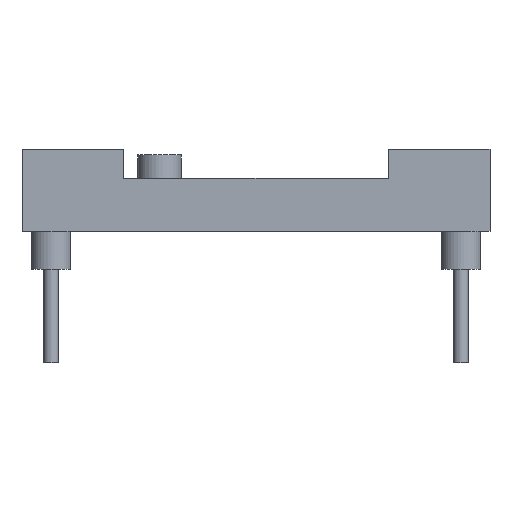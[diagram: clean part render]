
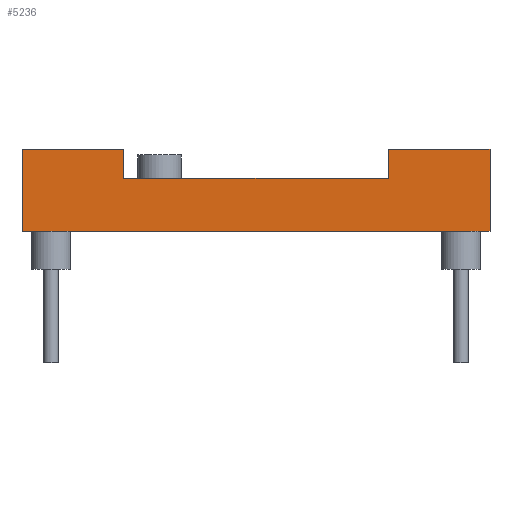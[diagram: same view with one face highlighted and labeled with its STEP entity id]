
A CAD part, front view. The second image highlights one B-rep face of the part: STEP entity #5236.
In plain terms, the highlighted planar face has unit normal (0, -1, 0).
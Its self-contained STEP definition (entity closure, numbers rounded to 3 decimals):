
#4657 = PLANE('',#4658);
#4658 = AXIS2_PLACEMENT_3D('',#4659,#4660,#4661);
#4659 = CARTESIAN_POINT('',(-6.25,-13.97,2.8));
#4660 = DIRECTION('',(0.,0.,1.));
#4661 = DIRECTION('',(1.,0.,-0.));
#4687 = EDGE_CURVE('',#4688,#4690,#4692,.T.);
#4688 = VERTEX_POINT('',#4689);
#4689 = CARTESIAN_POINT('',(4.51,-15.24,2.8));
#4690 = VERTEX_POINT('',#4691);
#4691 = CARTESIAN_POINT('',(7.99,-15.24,2.8));
#4692 = SURFACE_CURVE('',#4693,(#4697,#4704),.PCURVE_S1.);
#4693 = LINE('',#4694,#4695);
#4694 = CARTESIAN_POINT('',(4.51,-15.24,2.8));
#4695 = VECTOR('',#4696,1.);
#4696 = DIRECTION('',(1.,0.,0.));
#4697 = PCURVE('',#4657,#4698);
#4698 = DEFINITIONAL_REPRESENTATION('',(#4699),#4703);
#4699 = LINE('',#4700,#4701);
#4700 = CARTESIAN_POINT('',(10.76,-1.27));
#4701 = VECTOR('',#4702,1.);
#4702 = DIRECTION('',(1.,0.));
#4703 = ( GEOMETRIC_REPRESENTATION_CONTEXT(2) 
PARAMETRIC_REPRESENTATION_CONTEXT() REPRESENTATION_CONTEXT('2D SPACE',''
  ) );
#4704 = PCURVE('',#4705,#4710);
#4705 = PLANE('',#4706);
#4706 = AXIS2_PLACEMENT_3D('',#4707,#4708,#4709);
#4707 = CARTESIAN_POINT('',(4.51,-15.24,0.));
#4708 = DIRECTION('',(0.,1.,0.));
#4709 = DIRECTION('',(1.,0.,0.));
#4710 = DEFINITIONAL_REPRESENTATION('',(#4711),#4715);
#4711 = LINE('',#4712,#4713);
#4712 = CARTESIAN_POINT('',(0.,-2.8));
#4713 = VECTOR('',#4714,1.);
#4714 = DIRECTION('',(1.,0.));
#4715 = ( GEOMETRIC_REPRESENTATION_CONTEXT(2) 
PARAMETRIC_REPRESENTATION_CONTEXT() REPRESENTATION_CONTEXT('2D SPACE',''
  ) );
#4733 = PLANE('',#4734);
#4734 = AXIS2_PLACEMENT_3D('',#4735,#4736,#4737);
#4735 = CARTESIAN_POINT('',(7.99,-15.24,0.));
#4736 = DIRECTION('',(-1.,0.,0.));
#4737 = DIRECTION('',(0.,1.,0.));
#4787 = PLANE('',#4788);
#4788 = AXIS2_PLACEMENT_3D('',#4789,#4790,#4791);
#4789 = CARTESIAN_POINT('',(4.51,-12.7,0.));
#4790 = DIRECTION('',(1.,0.,-0.));
#4791 = DIRECTION('',(0.,-1.,0.));
#5236 = ADVANCED_FACE('',(#5237),#4705,.F.);
#5237 = FACE_BOUND('',#5238,.F.);
#5238 = EDGE_LOOP('',(#5239,#5269,#5297,#5325,#5353,#5381,#5402,#5403));
#5239 = ORIENTED_EDGE('',*,*,#5240,.F.);
#5240 = EDGE_CURVE('',#5241,#5243,#5245,.T.);
#5241 = VERTEX_POINT('',#5242);
#5242 = CARTESIAN_POINT('',(-7.99,-15.24,0.));
#5243 = VERTEX_POINT('',#5244);
#5244 = CARTESIAN_POINT('',(7.99,-15.24,0.));
#5245 = SURFACE_CURVE('',#5246,(#5250,#5257),.PCURVE_S1.);
#5246 = LINE('',#5247,#5248);
#5247 = CARTESIAN_POINT('',(-7.99,-15.24,0.));
#5248 = VECTOR('',#5249,1.);
#5249 = DIRECTION('',(1.,0.,0.));
#5250 = PCURVE('',#4705,#5251);
#5251 = DEFINITIONAL_REPRESENTATION('',(#5252),#5256);
#5252 = LINE('',#5253,#5254);
#5253 = CARTESIAN_POINT('',(-12.5,0.));
#5254 = VECTOR('',#5255,1.);
#5255 = DIRECTION('',(1.,0.));
#5256 = ( GEOMETRIC_REPRESENTATION_CONTEXT(2) 
PARAMETRIC_REPRESENTATION_CONTEXT() REPRESENTATION_CONTEXT('2D SPACE',''
  ) );
#5257 = PCURVE('',#5258,#5263);
#5258 = PLANE('',#5259);
#5259 = AXIS2_PLACEMENT_3D('',#5260,#5261,#5262);
#5260 = CARTESIAN_POINT('',(-6.25,-13.97,0.));
#5261 = DIRECTION('',(0.,0.,1.));
#5262 = DIRECTION('',(1.,0.,-0.));
#5263 = DEFINITIONAL_REPRESENTATION('',(#5264),#5268);
#5264 = LINE('',#5265,#5266);
#5265 = CARTESIAN_POINT('',(-1.74,-1.27));
#5266 = VECTOR('',#5267,1.);
#5267 = DIRECTION('',(1.,0.));
#5268 = ( GEOMETRIC_REPRESENTATION_CONTEXT(2) 
PARAMETRIC_REPRESENTATION_CONTEXT() REPRESENTATION_CONTEXT('2D SPACE',''
  ) );
#5269 = ORIENTED_EDGE('',*,*,#5270,.T.);
#5270 = EDGE_CURVE('',#5241,#5271,#5273,.T.);
#5271 = VERTEX_POINT('',#5272);
#5272 = CARTESIAN_POINT('',(-7.99,-15.24,2.8));
#5273 = SURFACE_CURVE('',#5274,(#5278,#5285),.PCURVE_S1.);
#5274 = LINE('',#5275,#5276);
#5275 = CARTESIAN_POINT('',(-7.99,-15.24,0.));
#5276 = VECTOR('',#5277,1.);
#5277 = DIRECTION('',(0.,0.,1.));
#5278 = PCURVE('',#4705,#5279);
#5279 = DEFINITIONAL_REPRESENTATION('',(#5280),#5284);
#5280 = LINE('',#5281,#5282);
#5281 = CARTESIAN_POINT('',(-12.5,0.));
#5282 = VECTOR('',#5283,1.);
#5283 = DIRECTION('',(0.,-1.));
#5284 = ( GEOMETRIC_REPRESENTATION_CONTEXT(2) 
PARAMETRIC_REPRESENTATION_CONTEXT() REPRESENTATION_CONTEXT('2D SPACE',''
  ) );
#5285 = PCURVE('',#5286,#5291);
#5286 = PLANE('',#5287);
#5287 = AXIS2_PLACEMENT_3D('',#5288,#5289,#5290);
#5288 = CARTESIAN_POINT('',(-7.99,-12.7,0.));
#5289 = DIRECTION('',(1.,0.,-0.));
#5290 = DIRECTION('',(0.,-1.,0.));
#5291 = DEFINITIONAL_REPRESENTATION('',(#5292),#5296);
#5292 = LINE('',#5293,#5294);
#5293 = CARTESIAN_POINT('',(2.54,0.));
#5294 = VECTOR('',#5295,1.);
#5295 = DIRECTION('',(0.,-1.));
#5296 = ( GEOMETRIC_REPRESENTATION_CONTEXT(2) 
PARAMETRIC_REPRESENTATION_CONTEXT() REPRESENTATION_CONTEXT('2D SPACE',''
  ) );
#5297 = ORIENTED_EDGE('',*,*,#5298,.T.);
#5298 = EDGE_CURVE('',#5271,#5299,#5301,.T.);
#5299 = VERTEX_POINT('',#5300);
#5300 = CARTESIAN_POINT('',(-4.51,-15.24,2.8));
#5301 = SURFACE_CURVE('',#5302,(#5306,#5313),.PCURVE_S1.);
#5302 = LINE('',#5303,#5304);
#5303 = CARTESIAN_POINT('',(-7.99,-15.24,2.8));
#5304 = VECTOR('',#5305,1.);
#5305 = DIRECTION('',(1.,0.,0.));
#5306 = PCURVE('',#4705,#5307);
#5307 = DEFINITIONAL_REPRESENTATION('',(#5308),#5312);
#5308 = LINE('',#5309,#5310);
#5309 = CARTESIAN_POINT('',(-12.5,-2.8));
#5310 = VECTOR('',#5311,1.);
#5311 = DIRECTION('',(1.,0.));
#5312 = ( GEOMETRIC_REPRESENTATION_CONTEXT(2) 
PARAMETRIC_REPRESENTATION_CONTEXT() REPRESENTATION_CONTEXT('2D SPACE',''
  ) );
#5313 = PCURVE('',#5314,#5319);
#5314 = PLANE('',#5315);
#5315 = AXIS2_PLACEMENT_3D('',#5316,#5317,#5318);
#5316 = CARTESIAN_POINT('',(-6.25,-13.97,2.8));
#5317 = DIRECTION('',(0.,0.,1.));
#5318 = DIRECTION('',(1.,0.,-0.));
#5319 = DEFINITIONAL_REPRESENTATION('',(#5320),#5324);
#5320 = LINE('',#5321,#5322);
#5321 = CARTESIAN_POINT('',(-1.74,-1.27));
#5322 = VECTOR('',#5323,1.);
#5323 = DIRECTION('',(1.,0.));
#5324 = ( GEOMETRIC_REPRESENTATION_CONTEXT(2) 
PARAMETRIC_REPRESENTATION_CONTEXT() REPRESENTATION_CONTEXT('2D SPACE',''
  ) );
#5325 = ORIENTED_EDGE('',*,*,#5326,.F.);
#5326 = EDGE_CURVE('',#5327,#5299,#5329,.T.);
#5327 = VERTEX_POINT('',#5328);
#5328 = CARTESIAN_POINT('',(-4.51,-15.24,1.8));
#5329 = SURFACE_CURVE('',#5330,(#5334,#5341),.PCURVE_S1.);
#5330 = LINE('',#5331,#5332);
#5331 = CARTESIAN_POINT('',(-4.51,-15.24,0.));
#5332 = VECTOR('',#5333,1.);
#5333 = DIRECTION('',(0.,0.,1.));
#5334 = PCURVE('',#4705,#5335);
#5335 = DEFINITIONAL_REPRESENTATION('',(#5336),#5340);
#5336 = LINE('',#5337,#5338);
#5337 = CARTESIAN_POINT('',(-9.02,0.));
#5338 = VECTOR('',#5339,1.);
#5339 = DIRECTION('',(0.,-1.));
#5340 = ( GEOMETRIC_REPRESENTATION_CONTEXT(2) 
PARAMETRIC_REPRESENTATION_CONTEXT() REPRESENTATION_CONTEXT('2D SPACE',''
  ) );
#5341 = PCURVE('',#5342,#5347);
#5342 = PLANE('',#5343);
#5343 = AXIS2_PLACEMENT_3D('',#5344,#5345,#5346);
#5344 = CARTESIAN_POINT('',(-4.51,-15.24,0.));
#5345 = DIRECTION('',(-1.,0.,0.));
#5346 = DIRECTION('',(0.,1.,0.));
#5347 = DEFINITIONAL_REPRESENTATION('',(#5348),#5352);
#5348 = LINE('',#5349,#5350);
#5349 = CARTESIAN_POINT('',(0.,0.));
#5350 = VECTOR('',#5351,1.);
#5351 = DIRECTION('',(0.,-1.));
#5352 = ( GEOMETRIC_REPRESENTATION_CONTEXT(2) 
PARAMETRIC_REPRESENTATION_CONTEXT() REPRESENTATION_CONTEXT('2D SPACE',''
  ) );
#5353 = ORIENTED_EDGE('',*,*,#5354,.F.);
#5354 = EDGE_CURVE('',#5355,#5327,#5357,.T.);
#5355 = VERTEX_POINT('',#5356);
#5356 = CARTESIAN_POINT('',(4.51,-15.24,1.8));
#5357 = SURFACE_CURVE('',#5358,(#5362,#5369),.PCURVE_S1.);
#5358 = LINE('',#5359,#5360);
#5359 = CARTESIAN_POINT('',(5.5,-15.24,1.8));
#5360 = VECTOR('',#5361,1.);
#5361 = DIRECTION('',(-1.,-0.,0.));
#5362 = PCURVE('',#4705,#5363);
#5363 = DEFINITIONAL_REPRESENTATION('',(#5364),#5368);
#5364 = LINE('',#5365,#5366);
#5365 = CARTESIAN_POINT('',(0.99,-1.8));
#5366 = VECTOR('',#5367,1.);
#5367 = DIRECTION('',(-1.,-0.));
#5368 = ( GEOMETRIC_REPRESENTATION_CONTEXT(2) 
PARAMETRIC_REPRESENTATION_CONTEXT() REPRESENTATION_CONTEXT('2D SPACE',''
  ) );
#5369 = PCURVE('',#5370,#5375);
#5370 = PLANE('',#5371);
#5371 = AXIS2_PLACEMENT_3D('',#5372,#5373,#5374);
#5372 = CARTESIAN_POINT('',(0.,13.84,1.8));
#5373 = DIRECTION('',(-0.,-0.,-1.));
#5374 = DIRECTION('',(-1.,0.,0.));
#5375 = DEFINITIONAL_REPRESENTATION('',(#5376),#5380);
#5376 = LINE('',#5377,#5378);
#5377 = CARTESIAN_POINT('',(-5.5,-29.08));
#5378 = VECTOR('',#5379,1.);
#5379 = DIRECTION('',(1.,0.));
#5380 = ( GEOMETRIC_REPRESENTATION_CONTEXT(2) 
PARAMETRIC_REPRESENTATION_CONTEXT() REPRESENTATION_CONTEXT('2D SPACE',''
  ) );
#5381 = ORIENTED_EDGE('',*,*,#5382,.T.);
#5382 = EDGE_CURVE('',#5355,#4688,#5383,.T.);
#5383 = SURFACE_CURVE('',#5384,(#5388,#5395),.PCURVE_S1.);
#5384 = LINE('',#5385,#5386);
#5385 = CARTESIAN_POINT('',(4.51,-15.24,0.));
#5386 = VECTOR('',#5387,1.);
#5387 = DIRECTION('',(0.,0.,1.));
#5388 = PCURVE('',#4705,#5389);
#5389 = DEFINITIONAL_REPRESENTATION('',(#5390),#5394);
#5390 = LINE('',#5391,#5392);
#5391 = CARTESIAN_POINT('',(0.,0.));
#5392 = VECTOR('',#5393,1.);
#5393 = DIRECTION('',(0.,-1.));
#5394 = ( GEOMETRIC_REPRESENTATION_CONTEXT(2) 
PARAMETRIC_REPRESENTATION_CONTEXT() REPRESENTATION_CONTEXT('2D SPACE',''
  ) );
#5395 = PCURVE('',#4787,#5396);
#5396 = DEFINITIONAL_REPRESENTATION('',(#5397),#5401);
#5397 = LINE('',#5398,#5399);
#5398 = CARTESIAN_POINT('',(2.54,0.));
#5399 = VECTOR('',#5400,1.);
#5400 = DIRECTION('',(0.,-1.));
#5401 = ( GEOMETRIC_REPRESENTATION_CONTEXT(2) 
PARAMETRIC_REPRESENTATION_CONTEXT() REPRESENTATION_CONTEXT('2D SPACE',''
  ) );
#5402 = ORIENTED_EDGE('',*,*,#4687,.T.);
#5403 = ORIENTED_EDGE('',*,*,#5404,.F.);
#5404 = EDGE_CURVE('',#5243,#4690,#5405,.T.);
#5405 = SURFACE_CURVE('',#5406,(#5410,#5417),.PCURVE_S1.);
#5406 = LINE('',#5407,#5408);
#5407 = CARTESIAN_POINT('',(7.99,-15.24,0.));
#5408 = VECTOR('',#5409,1.);
#5409 = DIRECTION('',(0.,0.,1.));
#5410 = PCURVE('',#4705,#5411);
#5411 = DEFINITIONAL_REPRESENTATION('',(#5412),#5416);
#5412 = LINE('',#5413,#5414);
#5413 = CARTESIAN_POINT('',(3.48,0.));
#5414 = VECTOR('',#5415,1.);
#5415 = DIRECTION('',(0.,-1.));
#5416 = ( GEOMETRIC_REPRESENTATION_CONTEXT(2) 
PARAMETRIC_REPRESENTATION_CONTEXT() REPRESENTATION_CONTEXT('2D SPACE',''
  ) );
#5417 = PCURVE('',#4733,#5418);
#5418 = DEFINITIONAL_REPRESENTATION('',(#5419),#5423);
#5419 = LINE('',#5420,#5421);
#5420 = CARTESIAN_POINT('',(0.,0.));
#5421 = VECTOR('',#5422,1.);
#5422 = DIRECTION('',(0.,-1.));
#5423 = ( GEOMETRIC_REPRESENTATION_CONTEXT(2) 
PARAMETRIC_REPRESENTATION_CONTEXT() REPRESENTATION_CONTEXT('2D SPACE',''
  ) );
